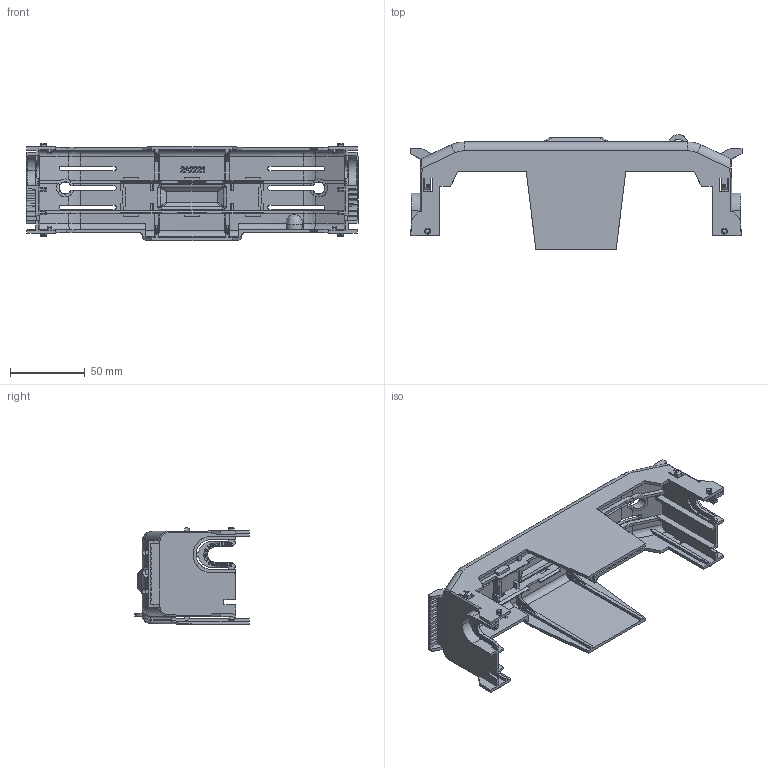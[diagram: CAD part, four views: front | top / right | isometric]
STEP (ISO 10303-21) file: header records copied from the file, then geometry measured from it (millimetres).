
FILE_DESCRIPTION (( 'STEP AP214' ), '1' );
FILE_NAME ('CVRI-RH-25200-1.step', '2018-05-09T19:21:31', ( '' ), ( '' ), 'SwSTEP 2.0', 'SolidWorks 2017', '' );
FILE_SCHEMA (( 'AUTOMOTIVE_DESIGN' ));
Length unit declared in the file: inch
Products named in the file (1): CVRI-RH-25200-1
Bounding box: 221.36 x 76.5 x 64.86 mm (x, y, z)
Volume: 75659.3 mm3; surface area: 80667.2 mm2
Topology: 1 solids, 1 shells, 1406 faces, 3978 edges, 2622 vertices
Faces by surface type: plane 950, bspline 298, cylinder 105, cone 53
Entity records: 59951 total; most frequent: CARTESIAN_POINT 26039, ORIENTED_EDGE 7948, DIRECTION 5532, EDGE_CURVE 3974, VECTOR 2960, LINE 2960, VERTEX_POINT 2622, EDGE_LOOP 1500
